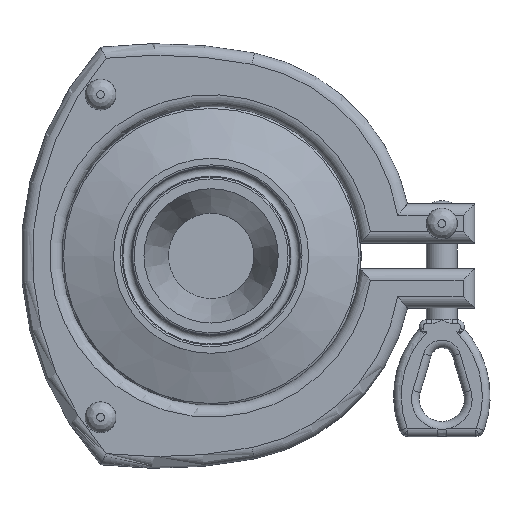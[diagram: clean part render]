
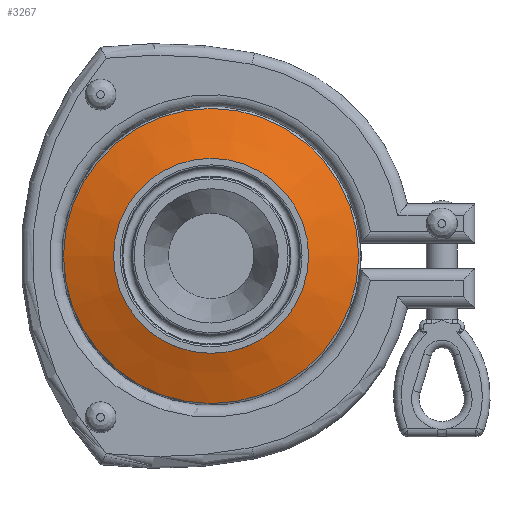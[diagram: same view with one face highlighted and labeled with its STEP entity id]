
A CAD part, top view. The second image highlights one B-rep face of the part: STEP entity #3267.
In plain terms, the highlighted conical face has half-angle 70 degrees and reference radius 29.375 mm.
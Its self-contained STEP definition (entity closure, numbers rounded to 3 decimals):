
#300=CONICAL_SURFACE('',#3702,29.375,1.222);
#582=FACE_OUTER_BOUND('',#791,.T.);
#791=EDGE_LOOP('',(#2988,#2989,#2990,#2991,#2992));
#954=LINE('',#6908,#1114);
#1114=VECTOR('',#4688,29.375);
#1353=CIRCLE('',#3700,38.224);
#1354=CIRCLE('',#3701,38.224);
#1355=CIRCLE('',#3703,22.632);
#1629=VERTEX_POINT('',#6901);
#1630=VERTEX_POINT('',#6903);
#1631=VERTEX_POINT('',#6907);
#2082=EDGE_CURVE('',#1629,#1630,#1353,.T.);
#2083=EDGE_CURVE('',#1630,#1629,#1354,.T.);
#2084=EDGE_CURVE('',#1630,#1631,#954,.T.);
#2085=EDGE_CURVE('',#1631,#1631,#1355,.T.);
#2988=ORIENTED_EDGE('',*,*,#2082,.F.);
#2989=ORIENTED_EDGE('',*,*,#2083,.F.);
#2990=ORIENTED_EDGE('',*,*,#2084,.T.);
#2991=ORIENTED_EDGE('',*,*,#2085,.F.);
#2992=ORIENTED_EDGE('',*,*,#2084,.F.);
#3267=ADVANCED_FACE('',(#582),#300,.T.);
#3700=AXIS2_PLACEMENT_3D('',#6904,#4682,#4683);
#3701=AXIS2_PLACEMENT_3D('',#6905,#4684,#4685);
#3702=AXIS2_PLACEMENT_3D('',#6906,#4686,#4687);
#3703=AXIS2_PLACEMENT_3D('',#6909,#4689,#4690);
#4682=DIRECTION('center_axis',(0.,0.,
-1.));
#4683=DIRECTION('ref_axis',(1.,0.,0.));
#4684=DIRECTION('center_axis',(0.,0.,
-1.));
#4685=DIRECTION('ref_axis',(1.,0.,0.));
#4686=DIRECTION('center_axis',(0.,0.,
-1.));
#4687=DIRECTION('ref_axis',(-1.,0.,0.));
#4688=DIRECTION('',(-0.94,0.,0.342));
#4689=DIRECTION('center_axis',(0.,0.,
1.));
#4690=DIRECTION('ref_axis',(1.,0.,0.));
#6901=CARTESIAN_POINT('',(-38.224,0.,43.042));
#6903=CARTESIAN_POINT('',(38.224,0.,43.042));
#6904=CARTESIAN_POINT('Origin',(0.,0.,
43.042));
#6905=CARTESIAN_POINT('Origin',(0.,0.,
43.042));
#6906=CARTESIAN_POINT('Origin',(0.,0.,
46.262));
#6907=CARTESIAN_POINT('',(22.632,0.,48.717));
#6908=CARTESIAN_POINT('',(29.375,0.,46.262));
#6909=CARTESIAN_POINT('Origin',(0.,0.,
48.717));
